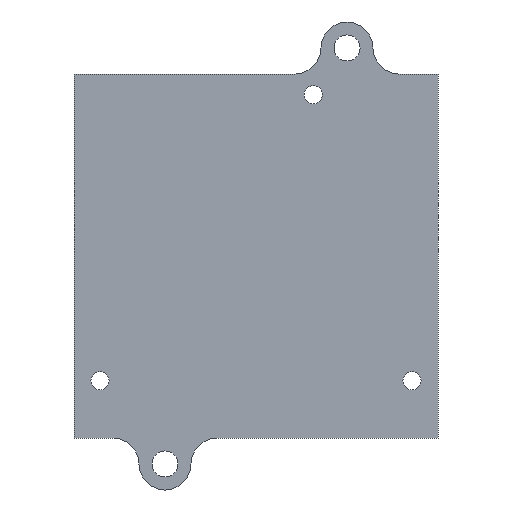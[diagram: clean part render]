
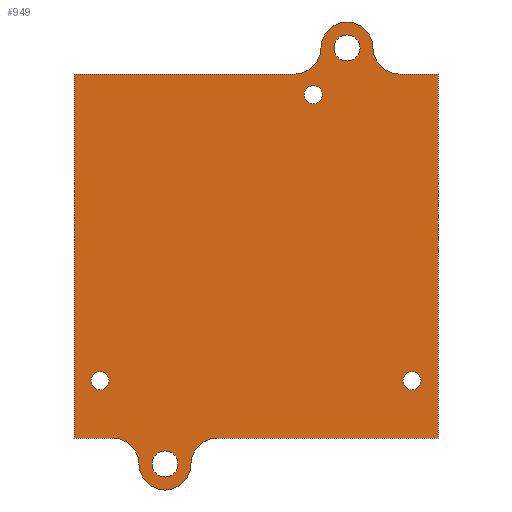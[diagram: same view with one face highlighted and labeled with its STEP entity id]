
A CAD part, front view. The second image highlights one B-rep face of the part: STEP entity #949.
In plain terms, the highlighted planar face has unit normal (0, -1, 0).
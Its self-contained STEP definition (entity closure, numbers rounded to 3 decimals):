
#56=FACE_BOUND('',#156,.T.);
#57=FACE_BOUND('',#157,.T.);
#58=FACE_BOUND('',#158,.T.);
#59=FACE_BOUND('',#159,.T.);
#60=FACE_BOUND('',#160,.T.);
#86=FACE_OUTER_BOUND('',#155,.T.);
#155=EDGE_LOOP('',(#659,#660,#661,#662,#663,#664,#665,#666,#667,#668,#669,
#670));
#156=EDGE_LOOP('',(#671));
#157=EDGE_LOOP('',(#672));
#158=EDGE_LOOP('',(#673));
#159=EDGE_LOOP('',(#674));
#160=EDGE_LOOP('',(#675));
#254=LINE('',#1524,#313);
#255=LINE('',#1526,#314);
#256=LINE('',#1528,#315);
#257=LINE('',#1536,#316);
#258=LINE('',#1538,#317);
#259=LINE('',#1540,#318);
#313=VECTOR('',#1181,10.);
#314=VECTOR('',#1182,10.);
#315=VECTOR('',#1183,10.);
#316=VECTOR('',#1190,10.);
#317=VECTOR('',#1191,10.);
#318=VECTOR('',#1192,10.);
#372=CIRCLE('',#1033,5.);
#373=CIRCLE('',#1034,5.);
#374=CIRCLE('',#1035,5.);
#375=CIRCLE('',#1036,5.);
#376=CIRCLE('',#1037,5.);
#377=CIRCLE('',#1038,5.);
#378=CIRCLE('',#1039,1.75);
#379=CIRCLE('',#1040,1.75);
#380=CIRCLE('',#1041,1.75);
#381=CIRCLE('',#1042,2.5);
#382=CIRCLE('',#1043,2.5);
#444=VERTEX_POINT('',#1518);
#445=VERTEX_POINT('',#1519);
#446=VERTEX_POINT('',#1521);
#447=VERTEX_POINT('',#1523);
#448=VERTEX_POINT('',#1525);
#449=VERTEX_POINT('',#1527);
#450=VERTEX_POINT('',#1529);
#451=VERTEX_POINT('',#1531);
#452=VERTEX_POINT('',#1533);
#453=VERTEX_POINT('',#1535);
#454=VERTEX_POINT('',#1537);
#455=VERTEX_POINT('',#1539);
#456=VERTEX_POINT('',#1542);
#457=VERTEX_POINT('',#1544);
#458=VERTEX_POINT('',#1546);
#459=VERTEX_POINT('',#1548);
#460=VERTEX_POINT('',#1550);
#528=EDGE_CURVE('',#444,#445,#372,.T.);
#529=EDGE_CURVE('',#446,#444,#373,.T.);
#530=EDGE_CURVE('',#446,#447,#254,.T.);
#531=EDGE_CURVE('',#447,#448,#255,.T.);
#532=EDGE_CURVE('',#448,#449,#256,.T.);
#533=EDGE_CURVE('',#450,#449,#374,.T.);
#534=EDGE_CURVE('',#451,#450,#375,.T.);
#535=EDGE_CURVE('',#452,#451,#376,.T.);
#536=EDGE_CURVE('',#452,#453,#257,.T.);
#537=EDGE_CURVE('',#453,#454,#258,.T.);
#538=EDGE_CURVE('',#454,#455,#259,.T.);
#539=EDGE_CURVE('',#445,#455,#377,.T.);
#540=EDGE_CURVE('',#456,#456,#378,.T.);
#541=EDGE_CURVE('',#457,#457,#379,.T.);
#542=EDGE_CURVE('',#458,#458,#380,.T.);
#543=EDGE_CURVE('',#459,#459,#381,.T.);
#544=EDGE_CURVE('',#460,#460,#382,.T.);
#659=ORIENTED_EDGE('',*,*,#528,.F.);
#660=ORIENTED_EDGE('',*,*,#529,.F.);
#661=ORIENTED_EDGE('',*,*,#530,.T.);
#662=ORIENTED_EDGE('',*,*,#531,.T.);
#663=ORIENTED_EDGE('',*,*,#532,.T.);
#664=ORIENTED_EDGE('',*,*,#533,.F.);
#665=ORIENTED_EDGE('',*,*,#534,.F.);
#666=ORIENTED_EDGE('',*,*,#535,.F.);
#667=ORIENTED_EDGE('',*,*,#536,.T.);
#668=ORIENTED_EDGE('',*,*,#537,.T.);
#669=ORIENTED_EDGE('',*,*,#538,.T.);
#670=ORIENTED_EDGE('',*,*,#539,.F.);
#671=ORIENTED_EDGE('',*,*,#540,.F.);
#672=ORIENTED_EDGE('',*,*,#541,.F.);
#673=ORIENTED_EDGE('',*,*,#542,.F.);
#674=ORIENTED_EDGE('',*,*,#543,.T.);
#675=ORIENTED_EDGE('',*,*,#544,.T.);
#921=PLANE('',#1032);
#949=ADVANCED_FACE('',(#86,#56,#57,#58,#59,#60),#921,.F.);
#1032=AXIS2_PLACEMENT_3D('',#1517,#1175,#1176);
#1033=AXIS2_PLACEMENT_3D('',#1520,#1177,#1178);
#1034=AXIS2_PLACEMENT_3D('',#1522,#1179,#1180);
#1035=AXIS2_PLACEMENT_3D('',#1530,#1184,#1185);
#1036=AXIS2_PLACEMENT_3D('',#1532,#1186,#1187);
#1037=AXIS2_PLACEMENT_3D('',#1534,#1188,#1189);
#1038=AXIS2_PLACEMENT_3D('',#1541,#1193,#1194);
#1039=AXIS2_PLACEMENT_3D('',#1543,#1195,#1196);
#1040=AXIS2_PLACEMENT_3D('',#1545,#1197,#1198);
#1041=AXIS2_PLACEMENT_3D('',#1547,#1199,#1200);
#1042=AXIS2_PLACEMENT_3D('',#1549,#1201,#1202);
#1043=AXIS2_PLACEMENT_3D('',#1551,#1203,#1204);
#1175=DIRECTION('center_axis',(0.,1.,0.));
#1176=DIRECTION('ref_axis',(1.,0.,0.));
#1177=DIRECTION('center_axis',(0.,1.,0.));
#1178=DIRECTION('ref_axis',(0.707,0.,-0.707));
#1179=DIRECTION('center_axis',(0.,-1.,0.));
#1180=DIRECTION('ref_axis',(-0.707,0.,0.707));
#1181=DIRECTION('',(1.,0.,0.));
#1182=DIRECTION('',(0.,0.,1.));
#1183=DIRECTION('',(-1.,0.,0.));
#1184=DIRECTION('center_axis',(0.,-1.,0.));
#1185=DIRECTION('ref_axis',(-0.707,0.,-0.707));
#1186=DIRECTION('center_axis',(0.,1.,0.));
#1187=DIRECTION('ref_axis',(-0.707,0.,0.707));
#1188=DIRECTION('center_axis',(0.,-1.,0.));
#1189=DIRECTION('ref_axis',(0.707,0.,-0.707));
#1190=DIRECTION('',(-1.,0.,0.));
#1191=DIRECTION('',(0.,0.,-1.));
#1192=DIRECTION('',(1.,0.,0.));
#1193=DIRECTION('center_axis',(0.,-1.,0.));
#1194=DIRECTION('ref_axis',(0.707,0.,0.707));
#1195=DIRECTION('center_axis',(0.,-1.,0.));
#1196=DIRECTION('ref_axis',(1.,0.,0.));
#1197=DIRECTION('center_axis',(0.,-1.,0.));
#1198=DIRECTION('ref_axis',(1.,0.,0.));
#1199=DIRECTION('center_axis',(0.,-1.,0.));
#1200=DIRECTION('ref_axis',(1.,0.,0.));
#1201=DIRECTION('center_axis',(0.,1.,0.));
#1202=DIRECTION('ref_axis',(-1.,0.,0.));
#1203=DIRECTION('center_axis',(0.,1.,0.));
#1204=DIRECTION('ref_axis',(-1.,0.,0.));
#1517=CARTESIAN_POINT('Origin',(-0.893,0.,-0.893));
#1518=CARTESIAN_POINT('',(-13.393,0.,-40.893));
#1519=CARTESIAN_POINT('',(-23.393,0.,-40.893));
#1520=CARTESIAN_POINT('Origin',(-18.393,0.,-40.893));
#1521=CARTESIAN_POINT('',(-8.393,0.,-35.893));
#1522=CARTESIAN_POINT('Origin',(-8.393,0.,-40.893));
#1523=CARTESIAN_POINT('',(34.107,0.,-35.893));
#1524=CARTESIAN_POINT('',(-35.893,0.,-35.893));
#1525=CARTESIAN_POINT('',(34.107,0.,34.107));
#1526=CARTESIAN_POINT('',(34.107,0.,-35.893));
#1527=CARTESIAN_POINT('',(26.607,0.,34.107));
#1528=CARTESIAN_POINT('',(34.107,0.,34.107));
#1529=CARTESIAN_POINT('',(21.607,0.,39.107));
#1530=CARTESIAN_POINT('Origin',(26.607,0.,39.107));
#1531=CARTESIAN_POINT('',(11.607,0.,39.107));
#1532=CARTESIAN_POINT('Origin',(16.607,0.,39.107));
#1533=CARTESIAN_POINT('',(6.607,0.,34.107));
#1534=CARTESIAN_POINT('Origin',(6.607,0.,39.107));
#1535=CARTESIAN_POINT('',(-35.893,0.,34.107));
#1536=CARTESIAN_POINT('',(34.107,0.,34.107));
#1537=CARTESIAN_POINT('',(-35.893,0.,-35.893));
#1538=CARTESIAN_POINT('',(-35.893,0.,34.107));
#1539=CARTESIAN_POINT('',(-28.393,0.,-35.893));
#1540=CARTESIAN_POINT('',(-35.893,0.,-35.893));
#1541=CARTESIAN_POINT('Origin',(-28.393,0.,-40.893));
#1542=CARTESIAN_POINT('',(-32.643,0.,-24.893));
#1543=CARTESIAN_POINT('Origin',(-30.893,0.,-24.893));
#1544=CARTESIAN_POINT('',(27.357,0.,-24.893));
#1545=CARTESIAN_POINT('Origin',(29.107,0.,-24.893));
#1546=CARTESIAN_POINT('',(8.357,0.,30.107));
#1547=CARTESIAN_POINT('Origin',(10.107,0.,30.107));
#1548=CARTESIAN_POINT('',(-15.893,0.,-40.893));
#1549=CARTESIAN_POINT('Origin',(-18.393,0.,-40.893));
#1550=CARTESIAN_POINT('',(19.107,0.,39.107));
#1551=CARTESIAN_POINT('Origin',(16.607,0.,39.107));
